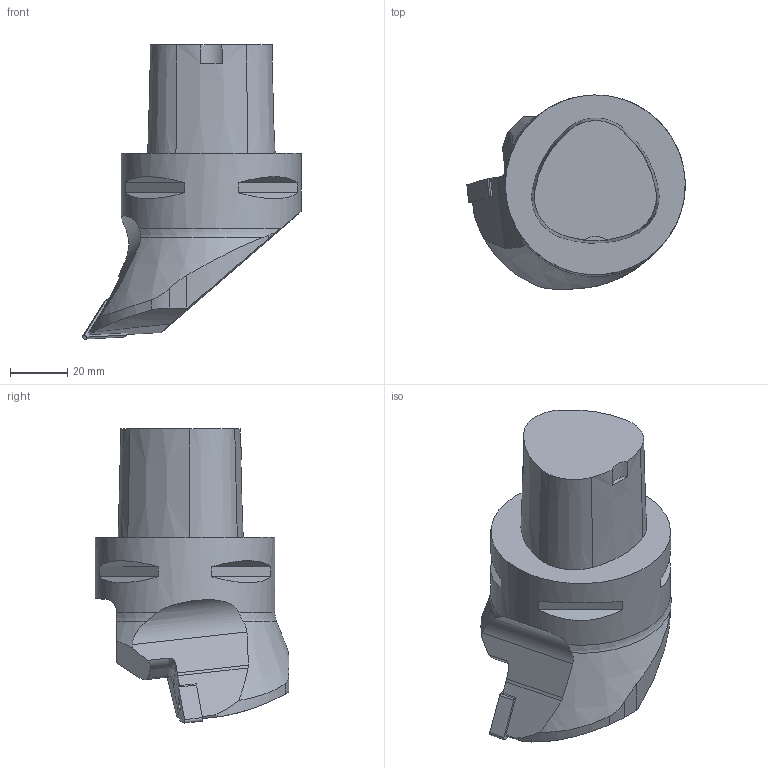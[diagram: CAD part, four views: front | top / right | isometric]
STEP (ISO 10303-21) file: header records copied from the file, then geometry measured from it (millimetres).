
FILE_DESCRIPTION(/* description */ (''),/* implementation_level */ '2;1');
FILE_NAME(/* name */ '1544006597711.stp',/* time_stamp */ '2018-12-05T16:13:42+06:00',/* author */ (''),/* organization */ ('SMS'),/* preprocessor_version */ 'ST-DEVELOPER v15',/* originating_system */ 'SIEMENS PLM Software NX 8.5',/* authorisation */ '');
FILE_SCHEMA (('AUTOMOTIVE_DESIGN { 1 0 10303 214 3 1 1 1 }'));
Length unit declared in the file: millimetre
Products named in the file (4): IsoTurningInsert; ASSEMBLY_CONSTRUCTION; 201776503mod000_01; 201776495mod000_01
Assembly tree (3 placements, depth 2):
  201776495mod000_01
    201776503mod000_01
    ASSEMBLY_CONSTRUCTION
    IsoTurningInsert
Bounding box: 76.48 x 67.91 x 103 mm (x, y, z)
Volume: 189063.4 mm3; surface area: 22681.2 mm2
Topology: 2 solids, 2 shells, 74 faces, 192 edges, 133 vertices
Faces by surface type: plane 39, cylinder 22, cone 8, torus 5
Full cylindrical faces by diameter (mm): 5.156 x2, 63 x1
Entity records: 2542 total; most frequent: CARTESIAN_POINT 573, DIRECTION 400, ORIENTED_EDGE 366, EDGE_CURVE 183, AXIS2_PLACEMENT_3D 157, VERTEX_POINT 122, LINE 86, VECTOR 86
